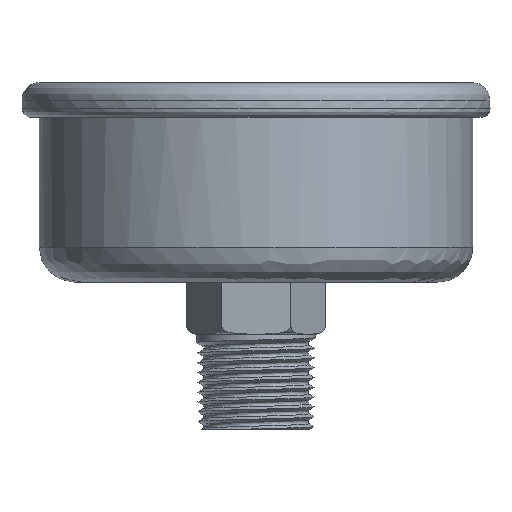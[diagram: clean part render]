
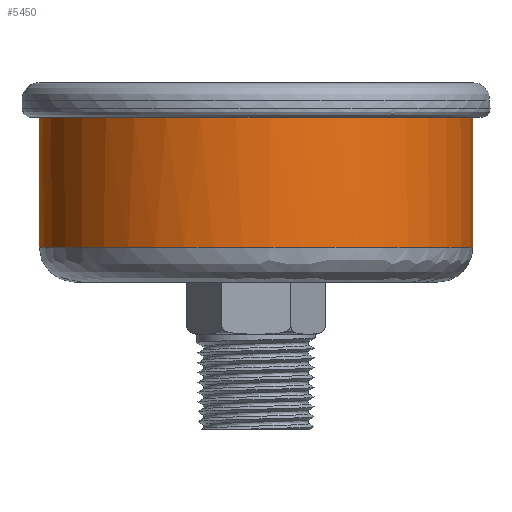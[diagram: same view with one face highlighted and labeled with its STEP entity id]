
A CAD part, front view. The second image highlights one B-rep face of the part: STEP entity #5450.
In plain terms, the highlighted free-form (B-spline) face has degree [2, 1] with [9, 2] control points.
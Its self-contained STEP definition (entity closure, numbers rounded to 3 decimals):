
#5388 = VERTEX_POINT('',#5389);
#5389 = CARTESIAN_POINT('',(33.968,0.,
    5.435));
#5395 = EDGE_CURVE('',#5388,#5396,#5398,.T.);
#5396 = VERTEX_POINT('',#5397);
#5397 = CARTESIAN_POINT('',(-33.968,0.,
    5.435));
#5398 = ( BOUNDED_CURVE() B_SPLINE_CURVE(2,(#5399,#5400,#5401,#5402,
#5403),.UNSPECIFIED.,.F.,.F.) B_SPLINE_CURVE_WITH_KNOTS((3,2,3),(
    1.855,3.425,4.996),
.PIECEWISE_BEZIER_KNOTS.) CURVE() GEOMETRIC_REPRESENTATION_ITEM() 
RATIONAL_B_SPLINE_CURVE((1.,0.707,1.,0.707,1.)) 
REPRESENTATION_ITEM('') );
#5399 = CARTESIAN_POINT('',(33.968,0.,5.435));
#5400 = CARTESIAN_POINT('',(33.968,-33.968,
    5.435));
#5401 = CARTESIAN_POINT('',(0.,-33.968,
    5.435));
#5402 = CARTESIAN_POINT('',(-33.968,-33.968,
    5.435));
#5403 = CARTESIAN_POINT('',(-33.968,0.,
    5.435));
#5405 = EDGE_CURVE('',#5396,#5388,#5406,.T.);
#5406 = ( BOUNDED_CURVE() B_SPLINE_CURVE(2,(#5407,#5408,#5409,#5410,
#5411),.UNSPECIFIED.,.F.,.F.) B_SPLINE_CURVE_WITH_KNOTS((3,2,3),(
    4.996,6.567,8.138),
.PIECEWISE_BEZIER_KNOTS.) CURVE() GEOMETRIC_REPRESENTATION_ITEM() 
RATIONAL_B_SPLINE_CURVE((1.,0.707,1.,0.707,1.)) 
REPRESENTATION_ITEM('') );
#5407 = CARTESIAN_POINT('',(-33.968,0.,
    5.435));
#5408 = CARTESIAN_POINT('',(-33.968,33.968,
    5.435));
#5409 = CARTESIAN_POINT('',(0.,33.968,
    5.435));
#5410 = CARTESIAN_POINT('',(33.968,33.968,
    5.435));
#5411 = CARTESIAN_POINT('',(33.968,0.,
    5.435));
#5450 = ADVANCED_FACE('',(#5451),#5473,.T.);
#5451 = FACE_BOUND('',#5452,.T.);
#5452 = EDGE_LOOP('',(#5453,#5465,#5470,#5471,#5472));
#5453 = ORIENTED_EDGE('',*,*,#5454,.T.);
#5454 = EDGE_CURVE('',#5455,#5455,#5457,.T.);
#5455 = VERTEX_POINT('',#5456);
#5456 = CARTESIAN_POINT('',(-33.968,0.,
    25.815));
#5457 = ( BOUNDED_CURVE() B_SPLINE_CURVE(2,(#5458,#5459,#5460,#5461,
#5462,#5463,#5464),.UNSPECIFIED.,.T.,.F.) B_SPLINE_CURVE_WITH_KNOTS((3,2
    ,2,3),(3.142,5.236,7.33,9.425),
.PIECEWISE_BEZIER_KNOTS.) CURVE() GEOMETRIC_REPRESENTATION_ITEM() 
RATIONAL_B_SPLINE_CURVE((1.,0.5,1.,0.5,1.,0.5,1.)) REPRESENTATION_ITEM(
  '') );
#5458 = CARTESIAN_POINT('',(-33.968,0.,
    25.815));
#5459 = CARTESIAN_POINT('',(-33.968,58.834,
    25.815));
#5460 = CARTESIAN_POINT('',(16.984,29.417,
    25.815));
#5461 = CARTESIAN_POINT('',(67.935,0.,
    25.815));
#5462 = CARTESIAN_POINT('',(16.984,-29.417,
    25.815));
#5463 = CARTESIAN_POINT('',(-33.968,-58.834,
    25.815));
#5464 = CARTESIAN_POINT('',(-33.968,0.,
    25.815));
#5465 = ORIENTED_EDGE('',*,*,#5466,.T.);
#5466 = EDGE_CURVE('',#5455,#5396,#5467,.T.);
#5467 = B_SPLINE_CURVE_WITH_KNOTS('',1,(#5468,#5469),.UNSPECIFIED.,.F.,
  .F.,(2,2),(-19.,-4.),.PIECEWISE_BEZIER_KNOTS.);
#5468 = CARTESIAN_POINT('',(-33.968,0.,
    25.815));
#5469 = CARTESIAN_POINT('',(-33.968,0.,
    5.435));
#5470 = ORIENTED_EDGE('',*,*,#5395,.F.);
#5471 = ORIENTED_EDGE('',*,*,#5405,.F.);
#5472 = ORIENTED_EDGE('',*,*,#5466,.F.);
#5473 = ( BOUNDED_SURFACE() B_SPLINE_SURFACE(2,1,(
    (#5474,#5475)
    ,(#5476,#5477)
    ,(#5478,#5479)
    ,(#5480,#5481)
    ,(#5482,#5483)
    ,(#5484,#5485)
    ,(#5486,#5487)
    ,(#5488,#5489)
    ,(#5490,#5491
)),.UNSPECIFIED.,.T.,.F.,.F.) B_SPLINE_SURFACE_WITH_KNOTS((3,2,2,2,3),(2
    ,2),(-3.142,-2.094,0.,2.094,3.142)
,(4.,19.),.UNSPECIFIED.) GEOMETRIC_REPRESENTATION_ITEM() 
RATIONAL_B_SPLINE_SURFACE((
    (0.75,0.75)
    ,(0.75,0.75)
    ,(1.,1.)
    ,(0.5,0.5)
    ,(1.,1.)
    ,(0.5,0.5)
    ,(1.,1.)
    ,(0.75,0.75)
,(0.75,0.75))) REPRESENTATION_ITEM('') SURFACE() );
#5474 = CARTESIAN_POINT('',(-33.968,0.,
    5.435));
#5475 = CARTESIAN_POINT('',(-33.968,0.,
    25.815));
#5476 = CARTESIAN_POINT('',(-33.968,-19.611,
    5.435));
#5477 = CARTESIAN_POINT('',(-33.968,-19.611,
    25.815));
#5478 = CARTESIAN_POINT('',(-16.984,-29.417,
    5.435));
#5479 = CARTESIAN_POINT('',(-16.984,-29.417,
    25.815));
#5480 = CARTESIAN_POINT('',(33.968,-58.834,
    5.435));
#5481 = CARTESIAN_POINT('',(33.968,-58.834,
    25.815));
#5482 = CARTESIAN_POINT('',(33.968,0.,5.435));
#5483 = CARTESIAN_POINT('',(33.968,0.,25.815));
#5484 = CARTESIAN_POINT('',(33.968,58.834,
    5.435));
#5485 = CARTESIAN_POINT('',(33.968,58.834,
    25.815));
#5486 = CARTESIAN_POINT('',(-16.984,29.417,
    5.435));
#5487 = CARTESIAN_POINT('',(-16.984,29.417,
    25.815));
#5488 = CARTESIAN_POINT('',(-33.968,19.611,
    5.435));
#5489 = CARTESIAN_POINT('',(-33.968,19.611,
    25.815));
#5490 = CARTESIAN_POINT('',(-33.968,0.,
    5.435));
#5491 = CARTESIAN_POINT('',(-33.968,0.,
    25.815));
